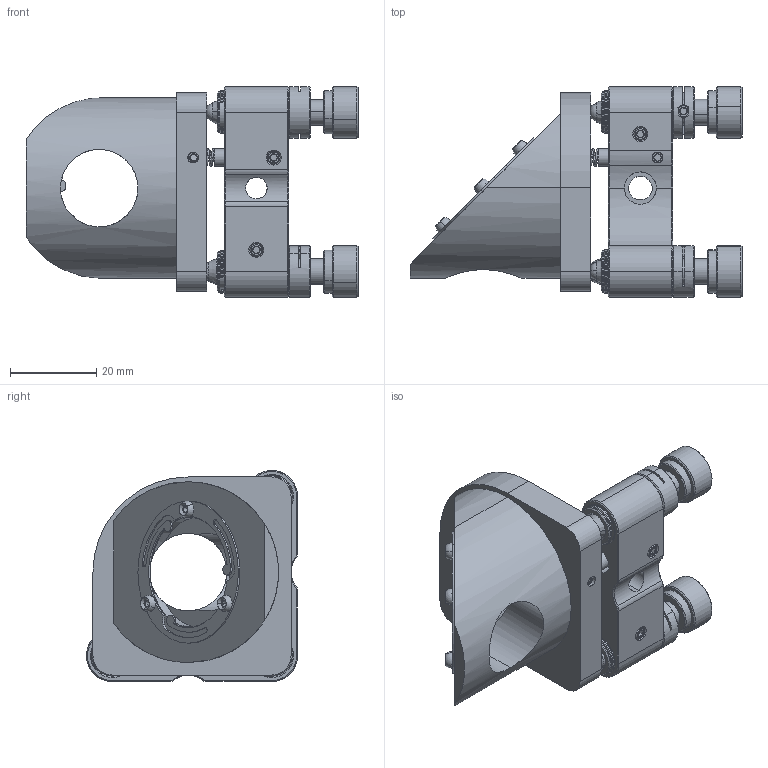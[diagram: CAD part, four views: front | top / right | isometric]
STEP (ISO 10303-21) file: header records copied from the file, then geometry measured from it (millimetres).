
FILE_DESCRIPTION (( 'STEP AP214' ), '1' );
FILE_NAME ('1.1.1.45_ZJB-Z1.0-3_45度光学调整架，用于φ1.0英寸光学元件，三轴，A.STEP', '2021-08-26T06:40:11', ( 'Microsoft' ), ( 'Microsoft' ), 'SwSTEP 2.0', 'SolidWorks 2018', '' );
FILE_SCHEMA (( 'AUTOMOTIVE_DESIGN' ));
Length unit declared in the file: millimetre
Products named in the file (1): 1.1.1.45_ZJB-Z1.0-3_45度光学调整架，用于φ1.0英寸光学元件，三轴，A
Bounding box: 77.1 x 49 x 49 mm (x, y, z)
Surface area: 22113.3 mm2 (no closed solid volume)
Topology: 0 solids, 44 shells, 536 faces, 1512 edges, 988 vertices
Faces by surface type: cylinder 176, cone 162, plane 160, sphere 20, bspline 12, torus 6
Entity records: 47867 total; most frequent: CARTESIAN_POINT 28331, DIRECTION 2971, ORIENTED_EDGE 2591, EDGE_CURVE 1466, AXIS2_PLACEMENT_3D 1178, VERTEX_POINT 970, CIRCLE 653, EDGE_LOOP 628
